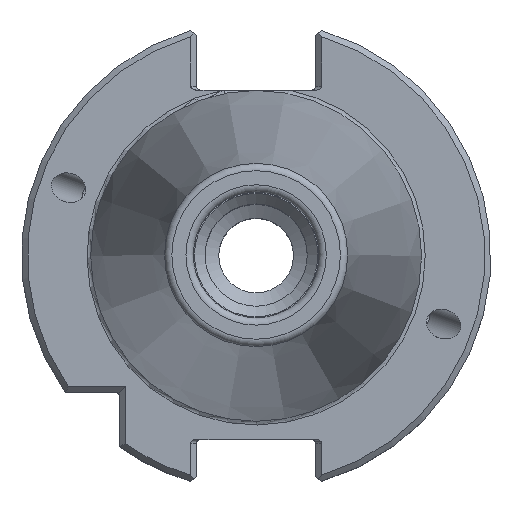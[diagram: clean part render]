
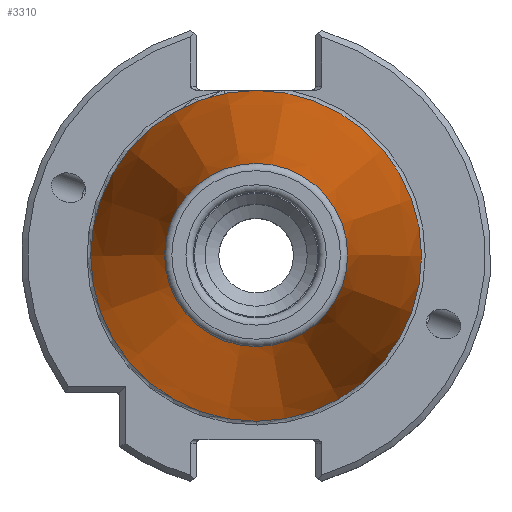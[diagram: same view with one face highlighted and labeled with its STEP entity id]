
A CAD part, top view. The second image highlights one B-rep face of the part: STEP entity #3310.
In plain terms, the highlighted conical face has half-angle 8.297 degrees and reference radius 22.395 mm.
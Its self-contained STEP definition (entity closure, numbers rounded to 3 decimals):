
#300=CONICAL_SURFACE('',#3505,22.395,0.145);
#403=CIRCLE('',#3496,12.397);
#408=CIRCLE('',#3506,22.395);
#565=ORIENTED_EDGE('',*,*,#1157,.F.);
#566=ORIENTED_EDGE('',*,*,#1178,.T.);
#1157=EDGE_CURVE('',#1481,#1481,#403,.T.);
#1178=EDGE_CURVE('',#1500,#1500,#408,.T.);
#1481=VERTEX_POINT('',#4520);
#1500=VERTEX_POINT('',#4611);
#1835=EDGE_LOOP('',(#565));
#1836=EDGE_LOOP('',(#566));
#2047=FACE_BOUND('',#1835,.T.);
#2048=FACE_BOUND('',#1836,.T.);
#3310=ADVANCED_FACE('',(#2047,#2048),#300,.T.);
#3496=AXIS2_PLACEMENT_3D('',#4519,#3845,#3846);
#3505=AXIS2_PLACEMENT_3D('',#4609,#3867,#3868);
#3506=AXIS2_PLACEMENT_3D('',#4610,#3869,#3870);
#3845=DIRECTION('',(0.,0.,1.));
#3846=DIRECTION('',(1.,0.,0.));
#3867=DIRECTION('',(0.,0.,-1.));
#3868=DIRECTION('',(-1.,0.,0.));
#3869=DIRECTION('',(0.,0.,1.));
#3870=DIRECTION('',(1.,0.,0.));
#4519=CARTESIAN_POINT('',(0.,0.,67.394));
#4520=CARTESIAN_POINT('',(12.397,0.,67.394));
#4609=CARTESIAN_POINT('',(0.,0.,-1.163));
#4610=CARTESIAN_POINT('',(0.,0.,-1.163));
#4611=CARTESIAN_POINT('',(22.395,0.,-1.163));
